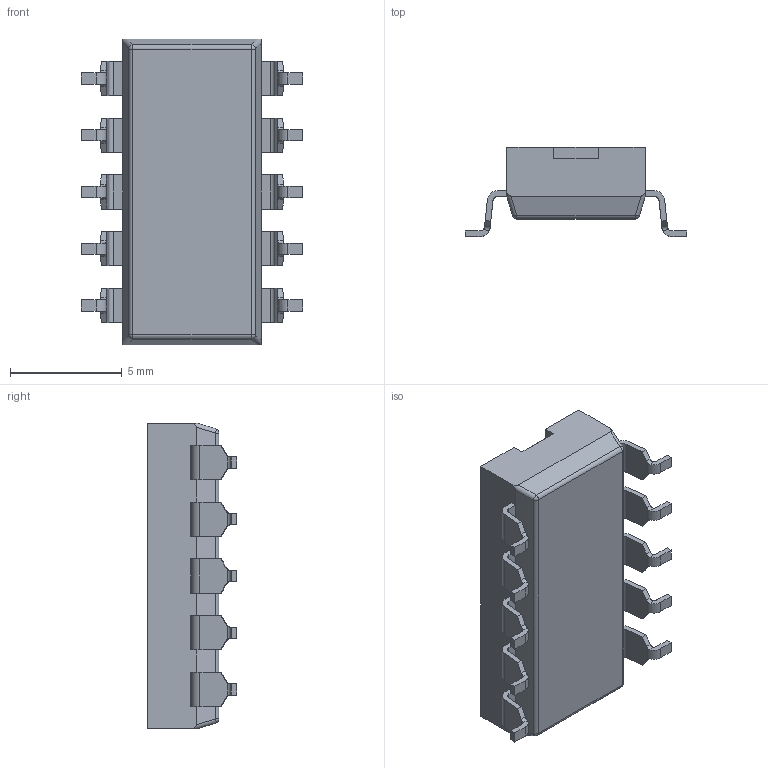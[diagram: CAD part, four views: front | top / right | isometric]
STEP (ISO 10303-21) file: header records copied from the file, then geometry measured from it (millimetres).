
FILE_DESCRIPTION (( 'STEP AP214' ), '1' );
FILE_NAME ('CUI_DEVICES_DS04-254-2-05BK-SMT.step', '2020-04-22T21:33:14', ( '' ), ( '' ), 'SwSTEP 2.0', 'SolidWorks 2020', '' );
FILE_SCHEMA (( 'AUTOMOTIVE_DESIGN' ));
Length unit declared in the file: inch
Products named in the file (1): CUI_DEVICES_DS04-254-2-05BK-SMT
Bounding box: 9.9 x 4 x 13.7 mm (x, y, z)
Volume: 265.5 mm3; surface area: 451.9 mm2
Topology: 16 solids, 16 shells, 474 faces, 1280 edges, 839 vertices
Faces by surface type: plane 339, cylinder 131, sphere 4
Entity records: 18242 total; most frequent: CARTESIAN_POINT 2899, ORIENTED_EDGE 2552, DIRECTION 2420, EDGE_CURVE 1276, VECTOR 966, LINE 966, VERTEX_POINT 839, AXIS2_PLACEMENT_3D 727
